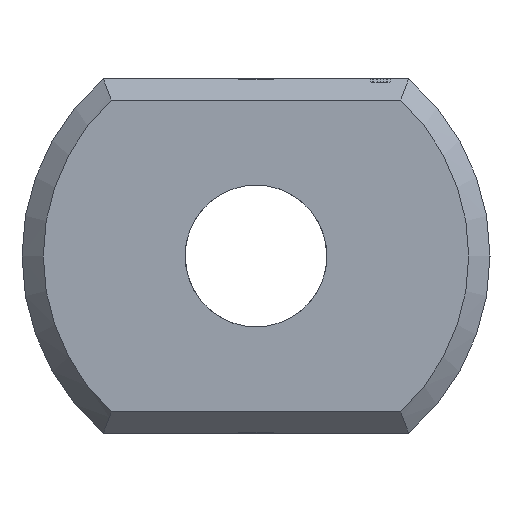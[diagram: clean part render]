
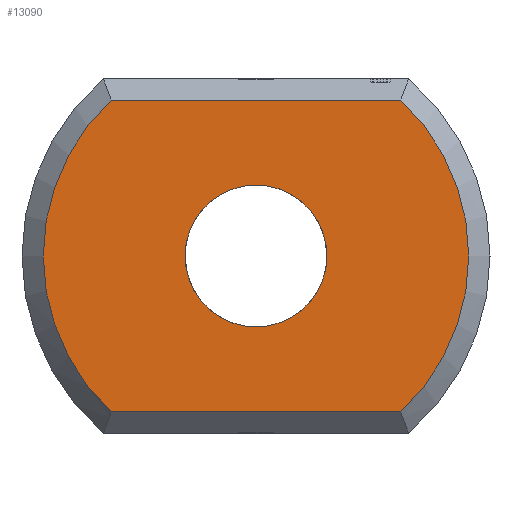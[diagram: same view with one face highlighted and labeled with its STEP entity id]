
A CAD part, left-side view. The second image highlights one B-rep face of the part: STEP entity #13090.
In plain terms, the highlighted planar face has unit normal (-1, 0, 0).
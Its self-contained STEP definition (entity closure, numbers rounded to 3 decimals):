
#3272 = VERTEX_POINT('',#3273);
#3273 = CARTESIAN_POINT('',(0.,-2.04,2.2));
#3282 = VERTEX_POINT('',#3283);
#3283 = CARTESIAN_POINT('',(0.,-2.04,-2.2));
#3290 = EDGE_CURVE('',#3272,#3282,#3291,.T.);
#3291 = CIRCLE('',#3292,3.);
#3292 = AXIS2_PLACEMENT_3D('',#3293,#3294,#3295);
#3293 = CARTESIAN_POINT('',(0.,0.,0.));
#3294 = DIRECTION('',(1.,0.,0.));
#3295 = DIRECTION('',(0.,-0.653,0.758)
  );
#3710 = VERTEX_POINT('',#3711);
#3711 = CARTESIAN_POINT('',(0.,2.04,2.2));
#3718 = EDGE_CURVE('',#3272,#3710,#3719,.T.);
#3719 = LINE('',#3720,#3721);
#3720 = CARTESIAN_POINT('',(0.,-2.154,2.2));
#3721 = VECTOR('',#3722,1.);
#3722 = DIRECTION('',(0.,1.,0.));
#13090 = ADVANCED_FACE('',(#13091,#13110),#13121,.F.);
#13091 = FACE_BOUND('',#13092,.F.);
#13092 = EDGE_LOOP('',(#13093,#13102,#13103,#13104));
#13093 = ORIENTED_EDGE('',*,*,#13094,.T.);
#13094 = EDGE_CURVE('',#13095,#3710,#13097,.T.);
#13095 = VERTEX_POINT('',#13096);
#13096 = CARTESIAN_POINT('',(0.,2.04,-2.2));
#13097 = CIRCLE('',#13098,3.);
#13098 = AXIS2_PLACEMENT_3D('',#13099,#13100,#13101);
#13099 = CARTESIAN_POINT('',(0.,0.,0.));
#13100 = DIRECTION('',(1.,0.,0.));
#13101 = DIRECTION('',(0.,0.653,-0.758)
  );
#13102 = ORIENTED_EDGE('',*,*,#3718,.F.);
#13103 = ORIENTED_EDGE('',*,*,#3290,.T.);
#13104 = ORIENTED_EDGE('',*,*,#13105,.T.);
#13105 = EDGE_CURVE('',#3282,#13095,#13106,.T.);
#13106 = LINE('',#13107,#13108);
#13107 = CARTESIAN_POINT('',(0.,-2.154,-2.2));
#13108 = VECTOR('',#13109,1.);
#13109 = DIRECTION('',(0.,1.,0.));
#13110 = FACE_BOUND('',#13111,.T.);
#13111 = EDGE_LOOP('',(#13112));
#13112 = ORIENTED_EDGE('',*,*,#13113,.T.);
#13113 = EDGE_CURVE('',#13114,#13114,#13116,.T.);
#13114 = VERTEX_POINT('',#13115);
#13115 = CARTESIAN_POINT('',(0.,1.,0.)
  );
#13116 = CIRCLE('',#13117,1.);
#13117 = AXIS2_PLACEMENT_3D('',#13118,#13119,#13120);
#13118 = CARTESIAN_POINT('',(0.,0.,0.));
#13119 = DIRECTION('',(1.,0.,0.));
#13120 = DIRECTION('',(0.,1.,0.));
#13121 = PLANE('',#13122);
#13122 = AXIS2_PLACEMENT_3D('',#13123,#13124,#13125);
#13123 = CARTESIAN_POINT('',(0.,0.,0.));
#13124 = DIRECTION('',(1.,0.,0.));
#13125 = DIRECTION('',(0.,0.,1.));
